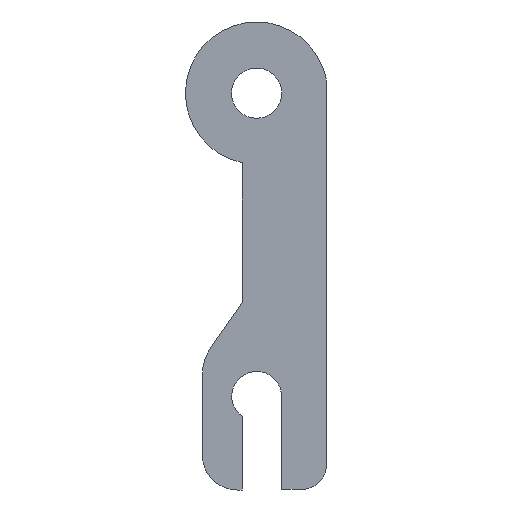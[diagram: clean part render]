
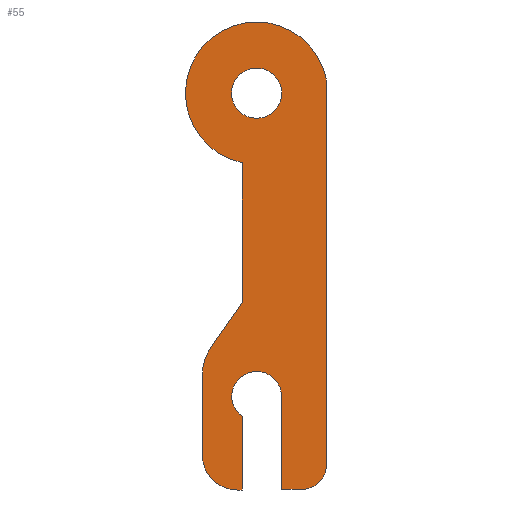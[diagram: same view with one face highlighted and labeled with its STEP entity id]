
A CAD part, left-side view. The second image highlights one B-rep face of the part: STEP entity #55.
In plain terms, the highlighted planar face has unit normal (-1, 0, 0).
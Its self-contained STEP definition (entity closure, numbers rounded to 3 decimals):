
#1 = CARTESIAN_POINT ( 'NONE',  ( 0., 3.833, -79.029 ) ) ;
#10 = FACE_BOUND ( 'NONE', #395, .T. ) ;
#14 = CARTESIAN_POINT ( 'NONE',  ( 0., 0., 0. ) ) ;
#32 = CARTESIAN_POINT ( 'NONE',  ( 0., 0., 0. ) ) ;
#45 = LINE ( 'NONE', #502, #245 ) ;
#46 = VERTEX_POINT ( 'NONE', #770 ) ;
#47 = DIRECTION ( 'NONE',  ( 0., 0., -1. ) ) ;
#55 = ADVANCED_FACE ( 'NONE', ( #112, #10 ), #720, .F. ) ;
#56 = VERTEX_POINT ( 'NONE', #1 ) ;
#67 = CARTESIAN_POINT ( 'NONE',  ( 0., 0., 0. ) ) ;
#76 = EDGE_LOOP ( 'NONE', ( #577, #784, #818, #308, #566, #764, #706, #406, #748, #803, #698, #330, #574, #633, #136 ) ) ;
#91 = EDGE_CURVE ( 'NONE', #612, #774, #519, .T. ) ;
#97 = VERTEX_POINT ( 'NONE', #279 ) ;
#105 = DIRECTION ( 'NONE',  ( 1., 0., 0. ) ) ;
#106 = LINE ( 'NONE', #164, #107 ) ;
#107 = VECTOR ( 'NONE', #427, 1000. ) ;
#109 = CARTESIAN_POINT ( 'NONE',  ( 0., -0.013, -60.383 ) ) ;
#111 = EDGE_CURVE ( 'NONE', #590, #820, #138, .T. ) ;
#112 = FACE_OUTER_BOUND ( 'NONE', #76, .T. ) ;
#118 = VECTOR ( 'NONE', #182, 1000. ) ;
#119 = CIRCLE ( 'NONE', #571, 10. ) ;
#121 = DIRECTION ( 'NONE',  ( 1., 0., 0. ) ) ;
#123 = DIRECTION ( 'NONE',  ( 0., 0., 1. ) ) ;
#132 = CARTESIAN_POINT ( 'NONE',  ( 0., 3.833, -72.029 ) ) ;
#136 = ORIENTED_EDGE ( 'NONE', *, *, #232, .F. ) ;
#138 = LINE ( 'NONE', #644, #391 ) ;
#143 = DIRECTION ( 'NONE',  ( 0., 0., -1. ) ) ;
#150 = VECTOR ( 'NONE', #488, 1000. ) ;
#153 = VERTEX_POINT ( 'NONE', #401 ) ;
#160 = CIRCLE ( 'NONE', #743, 5. ) ;
#161 = DIRECTION ( 'NONE',  ( 0., 1., 0. ) ) ;
#164 = CARTESIAN_POINT ( 'NONE',  ( 0., 2.838, -13.882 ) ) ;
#169 = DIRECTION ( 'NONE',  ( -1., 0., 0. ) ) ;
#173 = DIRECTION ( 'NONE',  ( 0., 0., -1. ) ) ;
#174 = VECTOR ( 'NONE', #581, 1000. ) ;
#178 = CARTESIAN_POINT ( 'NONE',  ( 0., -13.925, -73.906 ) ) ;
#180 = VERTEX_POINT ( 'NONE', #758 ) ;
#182 = DIRECTION ( 'NONE',  ( 0., 0., 1. ) ) ;
#187 = VECTOR ( 'NONE', #441, 1000. ) ;
#216 = AXIS2_PLACEMENT_3D ( 'NONE', #14, #327, #583 ) ;
#225 = EDGE_CURVE ( 'NONE', #801, #521, #447, .T. ) ;
#230 = DIRECTION ( 'NONE',  ( 1., 0., 0. ) ) ;
#232 = EDGE_CURVE ( 'NONE', #432, #153, #356, .T. ) ;
#233 = VERTEX_POINT ( 'NONE', #178 ) ;
#245 = VECTOR ( 'NONE', #815, 1000. ) ;
#266 = LINE ( 'NONE', #760, #118 ) ;
#274 = DIRECTION ( 'NONE',  ( 1., 0., 0. ) ) ;
#277 = ORIENTED_EDGE ( 'NONE', *, *, #482, .T. ) ;
#279 = CARTESIAN_POINT ( 'NONE',  ( 0., 2.838, -41.669 ) ) ;
#298 = CARTESIAN_POINT ( 'NONE',  ( 0., 2.838, -79.029 ) ) ;
#306 = DIRECTION ( 'NONE',  ( 0., 0., -1. ) ) ;
#308 = ORIENTED_EDGE ( 'NONE', *, *, #783, .F. ) ;
#310 = AXIS2_PLACEMENT_3D ( 'NONE', #132, #452, #396 ) ;
#317 = VERTEX_POINT ( 'NONE', #430 ) ;
#327 = DIRECTION ( 'NONE',  ( 1., 0., 0. ) ) ;
#330 = ORIENTED_EDGE ( 'NONE', *, *, #414, .F. ) ;
#336 = CARTESIAN_POINT ( 'NONE',  ( 0., 10.833, -72.029 ) ) ;
#342 = AXIS2_PLACEMENT_3D ( 'NONE', #32, #230, #173 ) ;
#344 = EDGE_CURVE ( 'NONE', #233, #46, #394, .T. ) ;
#356 = CIRCLE ( 'NONE', #819, 14.169 ) ;
#368 = DIRECTION ( 'NONE',  ( 1., 0., 0. ) ) ;
#369 = VECTOR ( 'NONE', #161, 1000. ) ;
#383 = CARTESIAN_POINT ( 'NONE',  ( 0., 2.838, -13.882 ) ) ;
#384 = VERTEX_POINT ( 'NONE', #383 ) ;
#389 = CARTESIAN_POINT ( 'NONE',  ( 0., -8.925, -73.906 ) ) ;
#391 = VECTOR ( 'NONE', #143, 1000. ) ;
#394 = CIRCLE ( 'NONE', #780, 5. ) ;
#395 = EDGE_LOOP ( 'NONE', ( #277, #455 ) ) ;
#396 = DIRECTION ( 'NONE',  ( 0., 0., 1. ) ) ;
#401 = CARTESIAN_POINT ( 'NONE',  ( 0., -13.925, 2.617 ) ) ;
#406 = ORIENTED_EDGE ( 'NONE', *, *, #111, .F. ) ;
#413 = LINE ( 'NONE', #611, #150 ) ;
#414 = EDGE_CURVE ( 'NONE', #46, #440, #639, .T. ) ;
#418 = CARTESIAN_POINT ( 'NONE',  ( 0., 0.833, -56.198 ) ) ;
#422 = AXIS2_PLACEMENT_3D ( 'NONE', #67, #579, #772 ) ;
#427 = DIRECTION ( 'NONE',  ( 0., 0., 1. ) ) ;
#430 = CARTESIAN_POINT ( 'NONE',  ( 0., 9.012, -50.444 ) ) ;
#431 = CARTESIAN_POINT ( 'NONE',  ( 0., 10.833, -56.198 ) ) ;
#432 = VERTEX_POINT ( 'NONE', #518 ) ;
#440 = VERTEX_POINT ( 'NONE', #763 ) ;
#441 = DIRECTION ( 'NONE',  ( 0., 1., 0. ) ) ;
#447 = CIRCLE ( 'NONE', #714, 4.953 ) ;
#452 = DIRECTION ( 'NONE',  ( 1., 0., 0. ) ) ;
#453 = EDGE_CURVE ( 'NONE', #56, #612, #527, .T. ) ;
#455 = ORIENTED_EDGE ( 'NONE', *, *, #813, .T. ) ;
#468 = EDGE_CURVE ( 'NONE', #384, #432, #608, .T. ) ;
#478 = AXIS2_PLACEMENT_3D ( 'NONE', #805, #169, #684 ) ;
#479 = DIRECTION ( 'NONE',  ( 0., 0., -1. ) ) ;
#480 = EDGE_CURVE ( 'NONE', #440, #801, #266, .T. ) ;
#482 = EDGE_CURVE ( 'NONE', #535, #180, #160, .T. ) ;
#488 = DIRECTION ( 'NONE',  ( 0., 0., -1. ) ) ;
#498 = DIRECTION ( 'NONE',  ( 0., 0., 1. ) ) ;
#502 = CARTESIAN_POINT ( 'NONE',  ( 0., 2.838, -41.669 ) ) ;
#504 = DIRECTION ( 'NONE',  ( -1., 0., 0. ) ) ;
#518 = CARTESIAN_POINT ( 'NONE',  ( 0., 0., 14.169 ) ) ;
#519 = LINE ( 'NONE', #648, #174 ) ;
#521 = VERTEX_POINT ( 'NONE', #540 ) ;
#527 = CIRCLE ( 'NONE', #310, 7. ) ;
#535 = VERTEX_POINT ( 'NONE', #785 ) ;
#540 = CARTESIAN_POINT ( 'NONE',  ( 0., -0.013, -55.43 ) ) ;
#551 = CARTESIAN_POINT ( 'NONE',  ( 0., 0., 0. ) ) ;
#561 = CARTESIAN_POINT ( 'NONE',  ( 0., 2.838, -79.029 ) ) ;
#566 = ORIENTED_EDGE ( 'NONE', *, *, #91, .F. ) ;
#571 = AXIS2_PLACEMENT_3D ( 'NONE', #418, #368, #498 ) ;
#574 = ORIENTED_EDGE ( 'NONE', *, *, #344, .F. ) ;
#577 = ORIENTED_EDGE ( 'NONE', *, *, #468, .F. ) ;
#579 = DIRECTION ( 'NONE',  ( 1., 0., 0. ) ) ;
#581 = DIRECTION ( 'NONE',  ( 0., 0., 1. ) ) ;
#583 = DIRECTION ( 'NONE',  ( 0., 0., -1. ) ) ;
#590 = VERTEX_POINT ( 'NONE', #656 ) ;
#608 = CIRCLE ( 'NONE', #422, 14.169 ) ;
#611 = CARTESIAN_POINT ( 'NONE',  ( 0., -13.925, -73.906 ) ) ;
#612 = VERTEX_POINT ( 'NONE', #336 ) ;
#624 = LINE ( 'NONE', #298, #369 ) ;
#633 = ORIENTED_EDGE ( 'NONE', *, *, #723, .F. ) ;
#635 = CARTESIAN_POINT ( 'NONE',  ( 0., 0., 0. ) ) ;
#639 = LINE ( 'NONE', #775, #187 ) ;
#644 = CARTESIAN_POINT ( 'NONE',  ( 0., 2.838, -79.029 ) ) ;
#647 = CIRCLE ( 'NONE', #478, 4.953 ) ;
#648 = CARTESIAN_POINT ( 'NONE',  ( 0., 10.833, -56.198 ) ) ;
#656 = CARTESIAN_POINT ( 'NONE',  ( 0., 2.838, -64.434 ) ) ;
#684 = DIRECTION ( 'NONE',  ( 0., 0., -1. ) ) ;
#698 = ORIENTED_EDGE ( 'NONE', *, *, #480, .F. ) ;
#704 = EDGE_CURVE ( 'NONE', #97, #384, #106, .T. ) ;
#706 = ORIENTED_EDGE ( 'NONE', *, *, #765, .F. ) ;
#714 = AXIS2_PLACEMENT_3D ( 'NONE', #109, #504, #306 ) ;
#720 = PLANE ( 'NONE',  #216 ) ;
#723 = EDGE_CURVE ( 'NONE', #153, #233, #413, .T. ) ;
#731 = CIRCLE ( 'NONE', #342, 5. ) ;
#739 = EDGE_CURVE ( 'NONE', #521, #590, #647, .T. ) ;
#743 = AXIS2_PLACEMENT_3D ( 'NONE', #635, #274, #479 ) ;
#748 = ORIENTED_EDGE ( 'NONE', *, *, #739, .F. ) ;
#758 = CARTESIAN_POINT ( 'NONE',  ( 0., 0., -5. ) ) ;
#760 = CARTESIAN_POINT ( 'NONE',  ( 0., -4.966, -78.906 ) ) ;
#763 = CARTESIAN_POINT ( 'NONE',  ( 0., -4.966, -78.906 ) ) ;
#764 = ORIENTED_EDGE ( 'NONE', *, *, #453, .F. ) ;
#765 = EDGE_CURVE ( 'NONE', #820, #56, #624, .T. ) ;
#770 = CARTESIAN_POINT ( 'NONE',  ( 0., -8.925, -78.906 ) ) ;
#772 = DIRECTION ( 'NONE',  ( 0., 0., -1. ) ) ;
#774 = VERTEX_POINT ( 'NONE', #431 ) ;
#775 = CARTESIAN_POINT ( 'NONE',  ( 0., -4.966, -78.906 ) ) ;
#780 = AXIS2_PLACEMENT_3D ( 'NONE', #389, #121, #123 ) ;
#783 = EDGE_CURVE ( 'NONE', #774, #317, #119, .T. ) ;
#784 = ORIENTED_EDGE ( 'NONE', *, *, #704, .F. ) ;
#785 = CARTESIAN_POINT ( 'NONE',  ( 0., 0., 5. ) ) ;
#800 = CARTESIAN_POINT ( 'NONE',  ( 0., -4.966, -60.383 ) ) ;
#801 = VERTEX_POINT ( 'NONE', #800 ) ;
#803 = ORIENTED_EDGE ( 'NONE', *, *, #225, .F. ) ;
#805 = CARTESIAN_POINT ( 'NONE',  ( 0., -0.013, -60.383 ) ) ;
#813 = EDGE_CURVE ( 'NONE', #180, #535, #731, .T. ) ;
#815 = DIRECTION ( 'NONE',  ( 0., -0.575, 0.818 ) ) ;
#818 = ORIENTED_EDGE ( 'NONE', *, *, #823, .F. ) ;
#819 = AXIS2_PLACEMENT_3D ( 'NONE', #551, #105, #47 ) ;
#820 = VERTEX_POINT ( 'NONE', #561 ) ;
#823 = EDGE_CURVE ( 'NONE', #317, #97, #45, .T. ) ;
